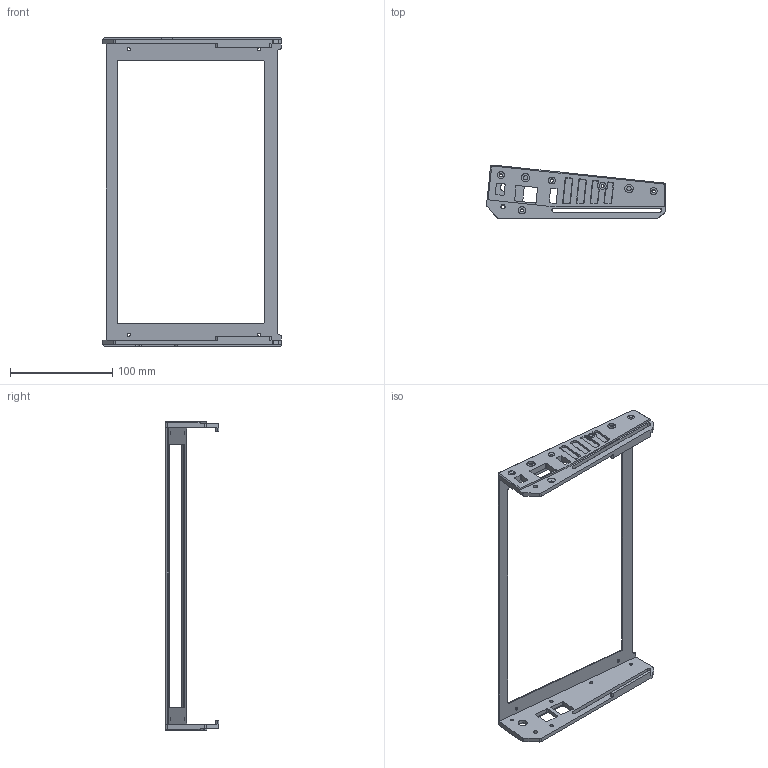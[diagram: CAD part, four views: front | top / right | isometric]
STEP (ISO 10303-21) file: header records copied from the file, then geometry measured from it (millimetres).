
FILE_DESCRIPTION(/* description */ (''),/* implementation_level */ '2;1');
FILE_NAME(/* name */ 'Mu_Cyberdeck_simplified_metal_parts.step',/* time_stamp */ '2025-04-22T15:05:22-04:00',/* author */ (''),/* organization */ (''),/* preprocessor_version */ 'ST-DEVELOPER v20.1',/* originating_system */ 'Autodesk Translation Framework v14.4.0.0',/* authorisation */ '');
FILE_SCHEMA (('AUTOMOTIVE_DESIGN { 1 0 10303 214 3 1 1 }'));
Length unit declared in the file: millimetre
Products named in the file (7): Mu_Cyberdeck_simplified; Main-Parts; Walls; left-body-wall; left-body-wall(Mirror); Top-Section; Upper_Front-Plate
Assembly tree (6 placements, depth 4):
  Mu_Cyberdeck_simplified
    Main-Parts
      Walls
        left-body-wall
        left-body-wall(Mirror)
      Top-Section
        Upper_Front-Plate
Bounding box: 174.74 x 52.2 x 301.6 mm (x, y, z)
Volume: 98018.2 mm3; surface area: 62535 mm2
Topology: 3 solids, 3 shells, 373 faces, 948 edges, 593 vertices
Faces by surface type: plane 175, cylinder 127, cone 71
Full cylindrical faces by diameter (mm): 3.2 x14, 4.2 x4, 8.2 x2, 9 x1
Entity records: 11465 total; most frequent: DIRECTION 2047, CARTESIAN_POINT 1927, ORIENTED_EDGE 1896, EDGE_CURVE 948, AXIS2_PLACEMENT_3D 713, LINE 621, VECTOR 621, VERTEX_POINT 593
